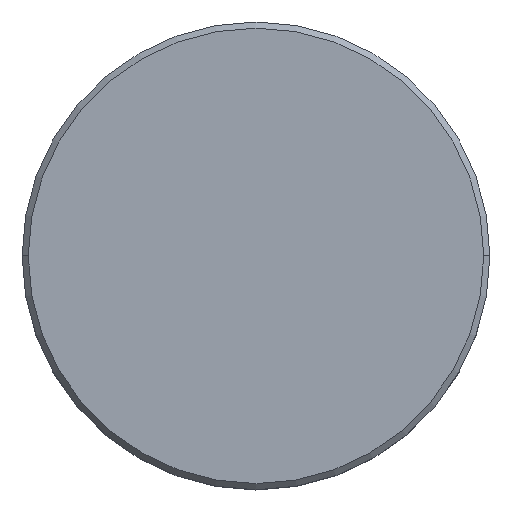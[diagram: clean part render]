
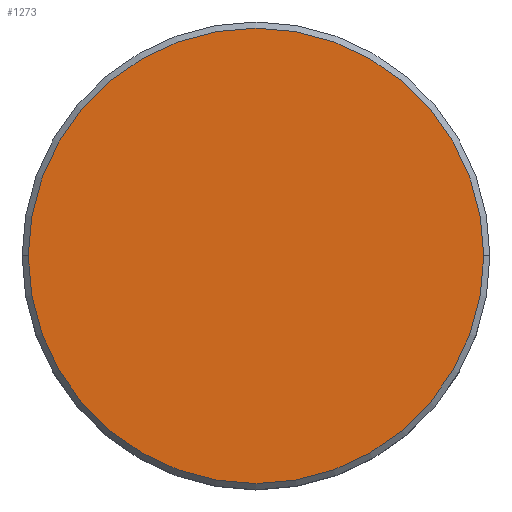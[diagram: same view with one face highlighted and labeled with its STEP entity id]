
A CAD part, top view. The second image highlights one B-rep face of the part: STEP entity #1273.
In plain terms, the highlighted planar face has unit normal (0, 0, 1).
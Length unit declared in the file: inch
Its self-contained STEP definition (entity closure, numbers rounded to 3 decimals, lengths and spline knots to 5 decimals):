
#724 = CIRCLE ( 'NONE', #3990, 0.36417 ) ;
#841 = CIRCLE ( 'NONE', #3988, 0.36417 ) ;
#1273 = ADVANCED_FACE ( 'NONE', ( #1460 ), #9846, .T. ) ;
#1460 = FACE_OUTER_BOUND ( 'NONE', #5294, .T. ) ;
#2195 = ORIENTED_EDGE ( 'NONE', *, *, #8008, .T. ) ;
#2196 = ORIENTED_EDGE ( 'NONE', *, *, #11472, .T. ) ;
#2953 = CARTESIAN_POINT ( 'NONE',  ( 0., 0., 0.11811 ) ) ;
#2954 = DIRECTION ( 'NONE',  ( 0., 0., 1. ) ) ;
#2955 = DIRECTION ( 'NONE',  ( 1., 0., 0. ) ) ;
#3988 = AXIS2_PLACEMENT_3D ( 'NONE', #2953, #2954, #2955 ) ;
#3990 = AXIS2_PLACEMENT_3D ( 'NONE', #6125, #6126, #6127 ) ;
#5294 = EDGE_LOOP ( 'NONE', ( #2195, #2196 ) ) ;
#6125 = CARTESIAN_POINT ( 'NONE',  ( 0., 0., 0.11811 ) ) ;
#6126 = DIRECTION ( 'NONE',  ( 0., 0., 1. ) ) ;
#6127 = DIRECTION ( 'NONE',  ( 1., 0., 0. ) ) ;
#6638 = AXIS2_PLACEMENT_3D ( 'NONE', #9842, #9901, #9902 ) ;
#7093 = CARTESIAN_POINT ( 'NONE',  ( 0.36417, 0., 0.11811 ) ) ;
#7102 = CARTESIAN_POINT ( 'NONE',  ( -0.36417, 0., 0.11811 ) ) ;
#8008 = EDGE_CURVE ( 'NONE', #9644, #9635, #841, .T. ) ;
#9635 = VERTEX_POINT ( 'NONE', #7093 ) ;
#9644 = VERTEX_POINT ( 'NONE', #7102 ) ;
#9842 = CARTESIAN_POINT ( 'NONE',  ( 0., 0., 0.11811 ) ) ;
#9846 = PLANE ( 'NONE',  #6638 ) ;
#9901 = DIRECTION ( 'NONE',  ( 0., 0., 1. ) ) ;
#9902 = DIRECTION ( 'NONE',  ( 1., 0., 0. ) ) ;
#11472 = EDGE_CURVE ( 'NONE', #9635, #9644, #724, .T. ) ;
